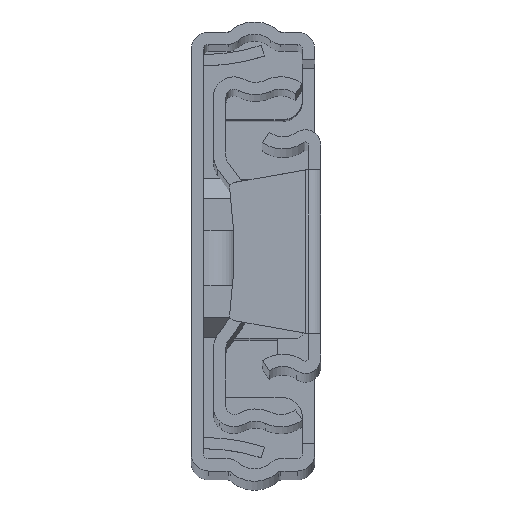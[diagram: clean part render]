
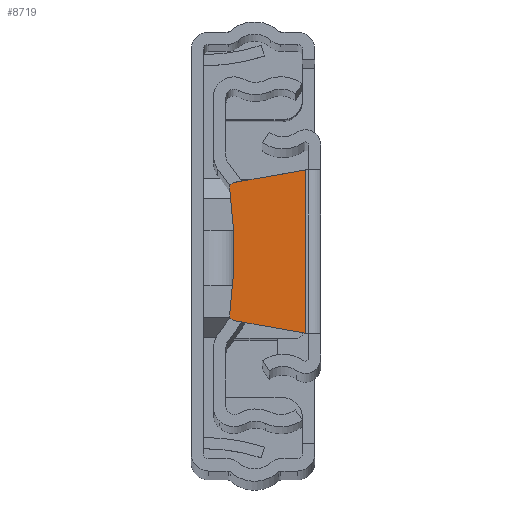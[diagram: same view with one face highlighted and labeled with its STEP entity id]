
A CAD part, top view. The second image highlights one B-rep face of the part: STEP entity #8719.
In plain terms, the highlighted planar face has unit normal (0, 0, 1).
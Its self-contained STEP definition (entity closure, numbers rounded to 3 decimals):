
#527=PLANE('',#9473);
#912=FACE_OUTER_BOUND('',#1427,.T.);
#1427=EDGE_LOOP('',(#7422,#7423,#7424,#7425,#7426,#7427));
#2162=LINE('',#14291,#2963);
#2166=LINE('',#14300,#2967);
#2169=LINE('',#14312,#2970);
#2963=VECTOR('',#11544,7.131);
#2967=VECTOR('',#11550,7.131);
#2970=VECTOR('',#11567,16.);
#3477=CIRCLE('',#9464,0.5);
#3479=CIRCLE('',#9469,0.5);
#3481=CIRCLE('',#9472,44.84);
#4209=VERTEX_POINT('',#14282);
#4210=VERTEX_POINT('',#14284);
#4212=VERTEX_POINT('',#14290);
#4215=VERTEX_POINT('',#14297);
#4216=VERTEX_POINT('',#14299);
#4218=VERTEX_POINT('',#14305);
#5341=EDGE_CURVE('',#4210,#4209,#3477,.T.);
#5344=EDGE_CURVE('',#4212,#4210,#2162,.T.);
#5348=EDGE_CURVE('',#4216,#4215,#2166,.T.);
#5351=EDGE_CURVE('',#4218,#4216,#3479,.T.);
#5354=EDGE_CURVE('',#4209,#4218,#3481,.T.);
#5355=EDGE_CURVE('',#4215,#4212,#2169,.T.);
#7422=ORIENTED_EDGE('',*,*,#5344,.T.);
#7423=ORIENTED_EDGE('',*,*,#5341,.T.);
#7424=ORIENTED_EDGE('',*,*,#5354,.T.);
#7425=ORIENTED_EDGE('',*,*,#5351,.T.);
#7426=ORIENTED_EDGE('',*,*,#5348,.T.);
#7427=ORIENTED_EDGE('',*,*,#5355,.T.);
#8719=ADVANCED_FACE('',(#912),#527,.T.);
#9464=AXIS2_PLACEMENT_3D('',#14285,#11538,#11539);
#9469=AXIS2_PLACEMENT_3D('',#14306,#11556,#11557);
#9472=AXIS2_PLACEMENT_3D('',#14310,#11563,#11564);
#9473=AXIS2_PLACEMENT_3D('',#14311,#11565,#11566);
#11538=DIRECTION('center_axis',(0.,0.,1.));
#11539=DIRECTION('ref_axis',(0.174,-0.985,0.));
#11544=DIRECTION('',(-0.985,-0.174,0.));
#11550=DIRECTION('',(0.985,-0.174,0.));
#11556=DIRECTION('center_axis',(0.,0.,1.));
#11557=DIRECTION('ref_axis',(0.99,-0.138,0.));
#11563=DIRECTION('center_axis',(0.,0.,-1.));
#11564=DIRECTION('ref_axis',(0.99,-0.138,0.));
#11565=DIRECTION('center_axis',(0.,0.,1.));
#11566=DIRECTION('ref_axis',(1.,0.,0.));
#11567=DIRECTION('',(0.,1.,0.));
#14282=CARTESIAN_POINT('',(-4.631,6.2,487.5));
#14284=CARTESIAN_POINT('',(-4.222,6.762,487.5));
#14285=CARTESIAN_POINT('Origin',(-4.136,6.269,487.5));
#14290=CARTESIAN_POINT('',(2.8,8.,487.5));
#14291=CARTESIAN_POINT('',(-1.521,7.238,487.5));
#14297=CARTESIAN_POINT('',(2.8,-8.,487.5));
#14299=CARTESIAN_POINT('',(-4.222,-6.762,487.5));
#14300=CARTESIAN_POINT('',(-5.032,-6.619,487.5));
#14305=CARTESIAN_POINT('',(-4.631,-6.2,487.5));
#14306=CARTESIAN_POINT('Origin',(-4.136,-6.269,487.5));
#14310=CARTESIAN_POINT('Origin',(-49.04,0.,
487.5));
#14311=CARTESIAN_POINT('Origin',(-4.7,0.,487.5));
#14312=CARTESIAN_POINT('',(2.8,0.,487.5));
